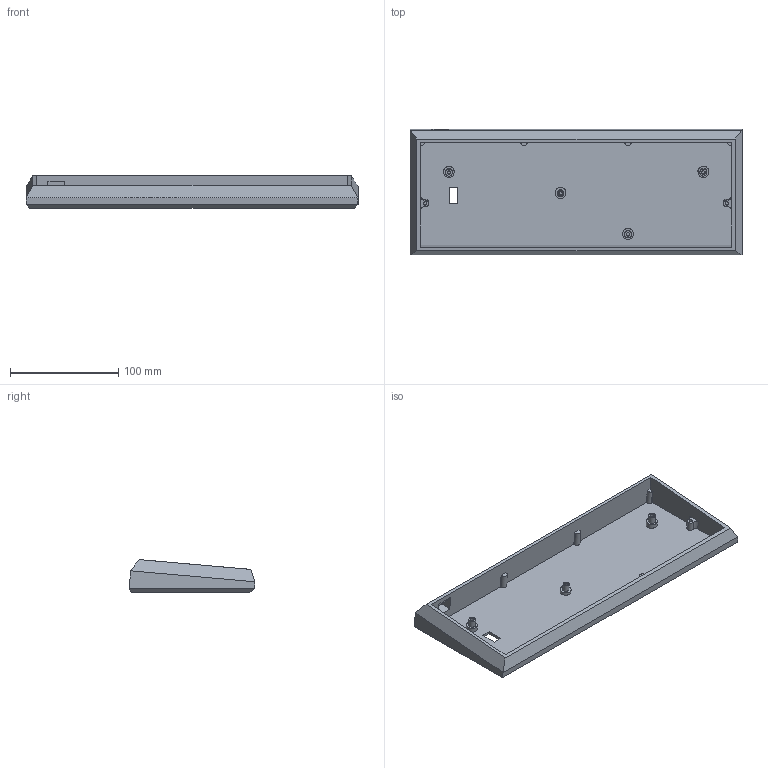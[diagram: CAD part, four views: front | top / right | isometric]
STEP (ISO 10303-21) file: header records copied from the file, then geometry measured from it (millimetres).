
FILE_DESCRIPTION(('HOOPS Exchange Step'),'2;1');
FILE_NAME('temp_export.step','2020-06-21T16:49:20+08:00',('mobile'),('Shapr3D Limited'),'HOOPS Exchange 2018.1','Shapr3D','Authorized');
FILE_SCHEMA( ('AP203_CONFIGURATION_CONTROLLED_3D_DESIGN_OF_MECHANICAL_PARTS_AND_ASSEMBLIES_MIM_LF') );
Length unit declared in the file: millimetre
Products named in the file (1): 实体  02
Bounding box: 306.37 x 116.03 x 30.29 mm (x, y, z)
Volume: 234591.7 mm3; surface area: 106860.2 mm2
Topology: 1 solids, 1 shells, 100 faces, 264 edges, 184 vertices
Faces by surface type: plane 69, cylinder 31
Full cylindrical faces by diameter (mm): 3.2 x6, 5.6 x1, 6.5 x3, 10 x4
Entity records: 3182 total; most frequent: DIRECTION 556, CARTESIAN_POINT 549, ORIENTED_EDGE 528, EDGE_CURVE 264, AXIS2_PLACEMENT_3D 191, VERTEX_POINT 184, VECTOR 174, LINE 174
